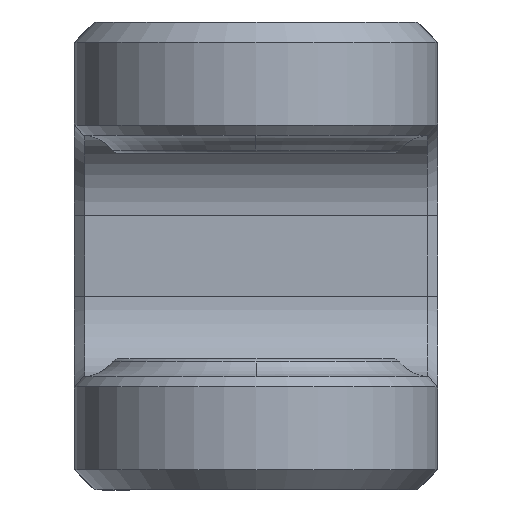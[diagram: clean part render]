
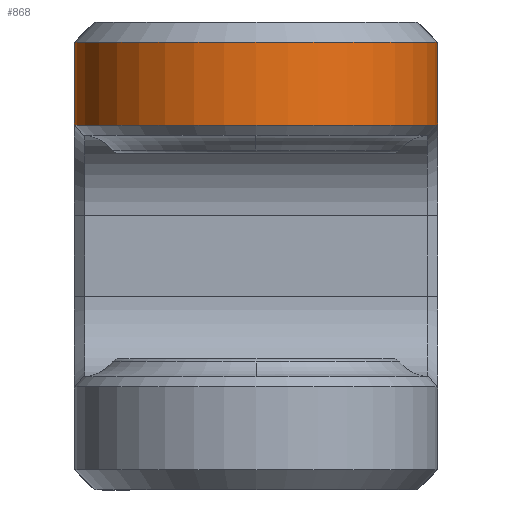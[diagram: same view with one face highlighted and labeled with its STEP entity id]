
A CAD part, front view. The second image highlights one B-rep face of the part: STEP entity #868.
In plain terms, the highlighted cylindrical face has radius 4.5 mm (diameter 9 mm), a partial arc.
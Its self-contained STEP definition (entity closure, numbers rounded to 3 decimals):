
#9 = CIRCLE ( 'NONE', #616, 4.5 ) ;
#62 = VERTEX_POINT ( 'NONE', #1408 ) ;
#103 = AXIS2_PLACEMENT_3D ( 'NONE', #466, #674, #286 ) ;
#217 = CARTESIAN_POINT ( 'NONE',  ( 0., 4.5, 3.247 ) ) ;
#286 = DIRECTION ( 'NONE',  ( 1., 0., 0. ) ) ;
#373 = DIRECTION ( 'NONE',  ( 0., 0., 1. ) ) ;
#466 = CARTESIAN_POINT ( 'NONE',  ( 4.5, 4.5, -5.8 ) ) ;
#542 = ORIENTED_EDGE ( 'NONE', *, *, #665, .T. ) ;
#543 = CARTESIAN_POINT ( 'NONE',  ( 0., 4.5, -5.8 ) ) ;
#550 = FACE_OUTER_BOUND ( 'NONE', #1643, .T. ) ;
#569 = DIRECTION ( 'NONE',  ( 1., 0., 0. ) ) ;
#593 = AXIS2_PLACEMENT_3D ( 'NONE', #1000, #785, #1657 ) ;
#604 = CARTESIAN_POINT ( 'NONE',  ( 9., 4.5, -5.8 ) ) ;
#616 = AXIS2_PLACEMENT_3D ( 'NONE', #2685, #373, #569 ) ;
#665 = EDGE_CURVE ( 'NONE', #1386, #2475, #686, .T. ) ;
#674 = DIRECTION ( 'NONE',  ( 0., 0., 1. ) ) ;
#686 = LINE ( 'NONE', #604, #2419 ) ;
#785 = DIRECTION ( 'NONE',  ( 0., 0., -1. ) ) ;
#868 = ADVANCED_FACE ( 'NONE', ( #550 ), #1725, .T. ) ;
#966 = LINE ( 'NONE', #543, #1500 ) ;
#1000 = CARTESIAN_POINT ( 'NONE',  ( 4.5, 4.5, 5.3 ) ) ;
#1036 = EDGE_CURVE ( 'NONE', #2475, #62, #2161, .T. ) ;
#1219 = EDGE_CURVE ( 'NONE', #1933, #62, #966, .T. ) ;
#1261 = DIRECTION ( 'NONE',  ( 0., 0., 1. ) ) ;
#1284 = ORIENTED_EDGE ( 'NONE', *, *, #1219, .F. ) ;
#1386 = VERTEX_POINT ( 'NONE', #2454 ) ;
#1408 = CARTESIAN_POINT ( 'NONE',  ( 0., 4.5, 5.3 ) ) ;
#1500 = VECTOR ( 'NONE', #1606, 1000. ) ;
#1606 = DIRECTION ( 'NONE',  ( 0., 0., 1. ) ) ;
#1643 = EDGE_LOOP ( 'NONE', ( #1284, #2354, #542, #2366 ) ) ;
#1657 = DIRECTION ( 'NONE',  ( -1., 0., 0. ) ) ;
#1725 = CYLINDRICAL_SURFACE ( 'NONE', #103, 4.5 ) ;
#1831 = EDGE_CURVE ( 'NONE', #1933, #1386, #9, .T. ) ;
#1933 = VERTEX_POINT ( 'NONE', #217 ) ;
#1982 = CARTESIAN_POINT ( 'NONE',  ( 9., 4.5, 5.3 ) ) ;
#2161 = CIRCLE ( 'NONE', #593, 4.5 ) ;
#2354 = ORIENTED_EDGE ( 'NONE', *, *, #1831, .T. ) ;
#2366 = ORIENTED_EDGE ( 'NONE', *, *, #1036, .T. ) ;
#2419 = VECTOR ( 'NONE', #1261, 1000. ) ;
#2454 = CARTESIAN_POINT ( 'NONE',  ( 9., 4.5, 3.247 ) ) ;
#2475 = VERTEX_POINT ( 'NONE', #1982 ) ;
#2685 = CARTESIAN_POINT ( 'NONE',  ( 4.5, 4.5, 3.247 ) ) ;
